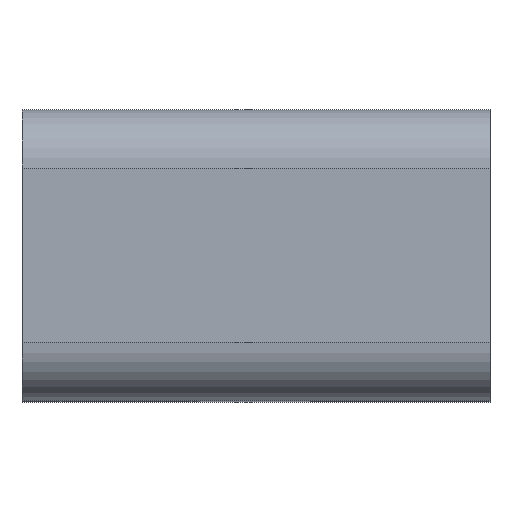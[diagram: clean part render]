
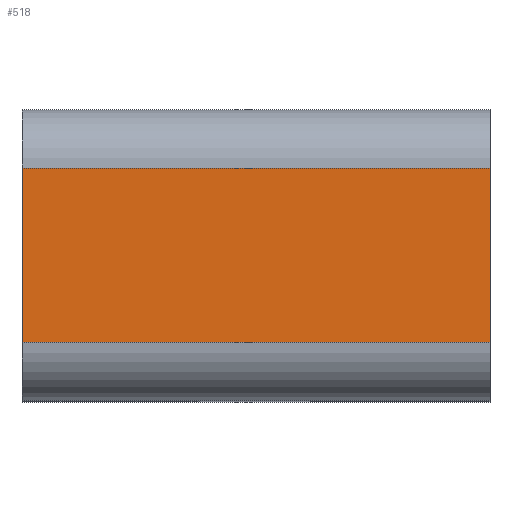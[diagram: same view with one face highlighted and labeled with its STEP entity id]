
A CAD part, top view. The second image highlights one B-rep face of the part: STEP entity #518.
In plain terms, the highlighted planar face has unit normal (0, 0, 1).
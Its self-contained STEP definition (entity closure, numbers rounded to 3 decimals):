
#37=PLANE('',#594);
#63=FACE_OUTER_BOUND('',#95,.T.);
#95=EDGE_LOOP('',(#476,#477,#478,#479));
#99=LINE('',#765,#139);
#109=LINE('',#792,#149);
#117=LINE('',#820,#157);
#134=LINE('',#973,#174);
#139=VECTOR('',#610,10.);
#149=VECTOR('',#632,10.);
#157=VECTOR('',#660,10.);
#174=VECTOR('',#741,10.);
#211=VERTEX_POINT('',#762);
#212=VERTEX_POINT('',#764);
#223=VERTEX_POINT('',#790);
#232=VERTEX_POINT('',#816);
#264=EDGE_CURVE('',#212,#211,#99,.T.);
#278=EDGE_CURVE('',#223,#211,#109,.T.);
#292=EDGE_CURVE('',#212,#232,#117,.T.);
#330=EDGE_CURVE('',#223,#232,#134,.T.);
#476=ORIENTED_EDGE('',*,*,#278,.F.);
#477=ORIENTED_EDGE('',*,*,#330,.T.);
#478=ORIENTED_EDGE('',*,*,#292,.F.);
#479=ORIENTED_EDGE('',*,*,#264,.T.);
#518=ADVANCED_FACE('',(#63),#37,.T.);
#594=AXIS2_PLACEMENT_3D('',#977,#747,#748);
#610=DIRECTION('',(0.,1.,0.));
#632=DIRECTION('',(1.,0.,0.));
#660=DIRECTION('',(-1.,0.,0.));
#741=DIRECTION('',(0.,-1.,0.));
#747=DIRECTION('center_axis',(0.,0.,1.));
#748=DIRECTION('ref_axis',(1.,0.,0.));
#762=CARTESIAN_POINT('',(16.1,3.,15.1));
#764=CARTESIAN_POINT('',(16.1,-3.,15.1));
#765=CARTESIAN_POINT('',(16.1,0.,15.1));
#790=CARTESIAN_POINT('',(0.,3.,15.1));
#792=CARTESIAN_POINT('',(4.227,3.,15.1));
#816=CARTESIAN_POINT('',(0.,-3.,15.1));
#820=CARTESIAN_POINT('',(4.227,-3.,15.1));
#973=CARTESIAN_POINT('',(0.,0.,15.1));
#977=CARTESIAN_POINT('Origin',(0.,0.,15.1));
